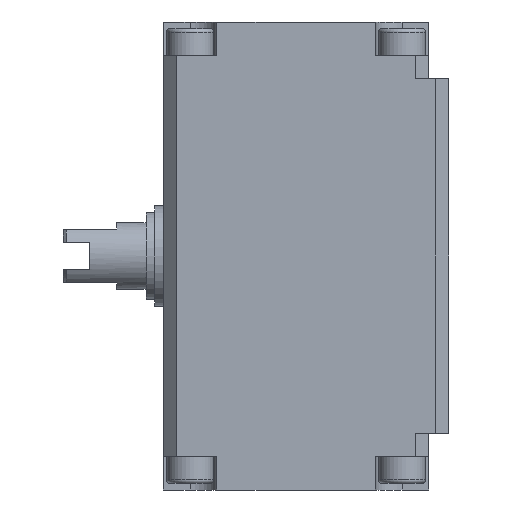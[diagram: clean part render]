
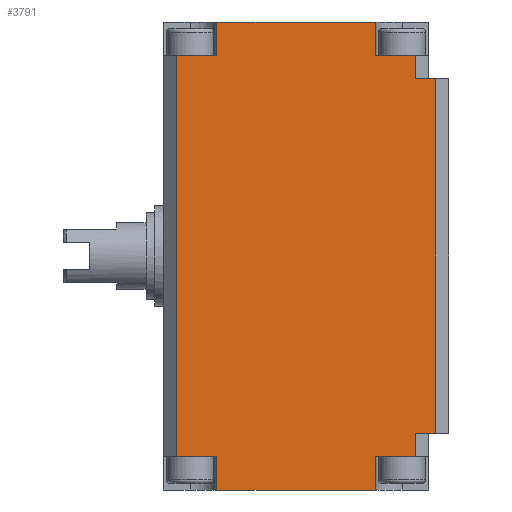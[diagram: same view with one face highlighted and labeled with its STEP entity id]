
A CAD part, left-side view. The second image highlights one B-rep face of the part: STEP entity #3791.
In plain terms, the highlighted planar face has unit normal (-1, 0, 0).
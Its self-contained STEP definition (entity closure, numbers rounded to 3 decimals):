
#75=PLANE('',#4064);
#271=LINE('',#5596,#667);
#273=LINE('',#5600,#669);
#274=LINE('',#5602,#670);
#275=LINE('',#5604,#671);
#276=LINE('',#5606,#672);
#277=LINE('',#5608,#673);
#278=LINE('',#5610,#674);
#279=LINE('',#5612,#675);
#280=LINE('',#5614,#676);
#281=LINE('',#5616,#677);
#282=LINE('',#5618,#678);
#283=LINE('',#5620,#679);
#284=LINE('',#5622,#680);
#285=LINE('',#5624,#681);
#286=LINE('',#5626,#682);
#287=LINE('',#5628,#683);
#667=VECTOR('',#4464,1000.);
#669=VECTOR('',#4468,1000.);
#670=VECTOR('',#4469,1000.);
#671=VECTOR('',#4470,1000.);
#672=VECTOR('',#4471,1000.);
#673=VECTOR('',#4472,1000.);
#674=VECTOR('',#4473,1000.);
#675=VECTOR('',#4474,1000.);
#676=VECTOR('',#4475,1000.);
#677=VECTOR('',#4476,1000.);
#678=VECTOR('',#4477,1000.);
#679=VECTOR('',#4478,1000.);
#680=VECTOR('',#4479,1000.);
#681=VECTOR('',#4480,1000.);
#682=VECTOR('',#4481,1000.);
#683=VECTOR('',#4482,1000.);
#1073=ORIENTED_EDGE('',*,*,#2119,.T.);
#1074=ORIENTED_EDGE('',*,*,#2121,.T.);
#1075=ORIENTED_EDGE('',*,*,#2122,.T.);
#1076=ORIENTED_EDGE('',*,*,#2123,.T.);
#1077=ORIENTED_EDGE('',*,*,#2124,.F.);
#1078=ORIENTED_EDGE('',*,*,#2125,.T.);
#1079=ORIENTED_EDGE('',*,*,#2126,.T.);
#1080=ORIENTED_EDGE('',*,*,#2127,.T.);
#1081=ORIENTED_EDGE('',*,*,#2128,.F.);
#1082=ORIENTED_EDGE('',*,*,#2129,.F.);
#1083=ORIENTED_EDGE('',*,*,#2130,.F.);
#1084=ORIENTED_EDGE('',*,*,#2131,.F.);
#1085=ORIENTED_EDGE('',*,*,#2132,.T.);
#1086=ORIENTED_EDGE('',*,*,#2133,.F.);
#1087=ORIENTED_EDGE('',*,*,#2134,.F.);
#1088=ORIENTED_EDGE('',*,*,#2135,.F.);
#2119=EDGE_CURVE('',#2644,#2643,#271,.T.);
#2121=EDGE_CURVE('',#2643,#2645,#273,.T.);
#2122=EDGE_CURVE('',#2645,#2646,#274,.T.);
#2123=EDGE_CURVE('',#2646,#2647,#275,.T.);
#2124=EDGE_CURVE('',#2648,#2647,#276,.T.);
#2125=EDGE_CURVE('',#2648,#2649,#277,.T.);
#2126=EDGE_CURVE('',#2649,#2650,#278,.T.);
#2127=EDGE_CURVE('',#2650,#2651,#279,.T.);
#2128=EDGE_CURVE('',#2652,#2651,#280,.T.);
#2129=EDGE_CURVE('',#2653,#2652,#281,.T.);
#2130=EDGE_CURVE('',#2654,#2653,#282,.T.);
#2131=EDGE_CURVE('',#2655,#2654,#283,.T.);
#2132=EDGE_CURVE('',#2655,#2656,#284,.T.);
#2133=EDGE_CURVE('',#2657,#2656,#285,.T.);
#2134=EDGE_CURVE('',#2658,#2657,#286,.T.);
#2135=EDGE_CURVE('',#2644,#2658,#287,.T.);
#2643=VERTEX_POINT('',#5595);
#2644=VERTEX_POINT('',#5597);
#2645=VERTEX_POINT('',#5601);
#2646=VERTEX_POINT('',#5603);
#2647=VERTEX_POINT('',#5605);
#2648=VERTEX_POINT('',#5607);
#2649=VERTEX_POINT('',#5609);
#2650=VERTEX_POINT('',#5611);
#2651=VERTEX_POINT('',#5613);
#2652=VERTEX_POINT('',#5615);
#2653=VERTEX_POINT('',#5617);
#2654=VERTEX_POINT('',#5619);
#2655=VERTEX_POINT('',#5621);
#2656=VERTEX_POINT('',#5623);
#2657=VERTEX_POINT('',#5625);
#2658=VERTEX_POINT('',#5627);
#3110=EDGE_LOOP('',(#1073,#1074,#1075,#1076,#1077,#1078,#1079,#1080,#1081,
#1082,#1083,#1084,#1085,#1086,#1087,#1088));
#3434=FACE_BOUND('',#3110,.T.);
#3791=ADVANCED_FACE('',(#3434),#75,.F.);
#4064=AXIS2_PLACEMENT_3D('',#5599,#4466,#4467);
#4464=DIRECTION('',(0.,0.,-1.));
#4466=DIRECTION('',(1.,0.,0.));
#4467=DIRECTION('',(0.,0.,-1.));
#4468=DIRECTION('',(0.,-1.,0.));
#4469=DIRECTION('',(0.,0.,-1.));
#4470=DIRECTION('',(0.,-1.,0.));
#4471=DIRECTION('',(0.,0.,-1.));
#4472=DIRECTION('',(0.,-1.,0.));
#4473=DIRECTION('',(0.,0.,1.));
#4474=DIRECTION('',(0.,-1.,0.));
#4475=DIRECTION('',(0.,0.,-1.));
#4476=DIRECTION('',(0.,-1.,0.));
#4477=DIRECTION('',(0.,0.,-1.));
#4478=DIRECTION('',(0.,-1.,0.));
#4479=DIRECTION('',(0.,0.,1.));
#4480=DIRECTION('',(0.,-1.,0.));
#4481=DIRECTION('',(0.,0.,1.));
#4482=DIRECTION('',(0.,-1.,0.));
#5595=CARTESIAN_POINT('',(-20.,19.35,-30.));
#5596=CARTESIAN_POINT('',(-20.,19.35,26.5));
#5597=CARTESIAN_POINT('',(-20.,19.35,30.));
#5599=CARTESIAN_POINT('',(-20.,19.35,26.5));
#5600=CARTESIAN_POINT('',(-20.,19.35,-30.));
#5601=CARTESIAN_POINT('',(-20.,13.35,-30.));
#5602=CARTESIAN_POINT('',(-20.,13.35,-30.));
#5603=CARTESIAN_POINT('',(-20.,13.35,-35.));
#5604=CARTESIAN_POINT('',(-20.,19.35,-35.));
#5605=CARTESIAN_POINT('',(-20.,-10.35,-35.));
#5606=CARTESIAN_POINT('',(-20.,-10.35,-30.));
#5607=CARTESIAN_POINT('',(-20.,-10.35,-30.));
#5608=CARTESIAN_POINT('',(-20.,19.35,-30.));
#5609=CARTESIAN_POINT('',(-20.,-16.35,-30.));
#5610=CARTESIAN_POINT('',(-20.,-16.35,-35.));
#5611=CARTESIAN_POINT('',(-20.,-16.35,-26.5));
#5612=CARTESIAN_POINT('',(-20.,19.35,-26.5));
#5613=CARTESIAN_POINT('',(-20.,-19.35,-26.5));
#5614=CARTESIAN_POINT('',(-20.,-19.35,26.5));
#5615=CARTESIAN_POINT('',(-20.,-19.35,26.5));
#5616=CARTESIAN_POINT('',(-20.,19.35,26.5));
#5617=CARTESIAN_POINT('',(-20.,-16.35,26.5));
#5618=CARTESIAN_POINT('',(-20.,-16.35,35.));
#5619=CARTESIAN_POINT('',(-20.,-16.35,30.));
#5620=CARTESIAN_POINT('',(-20.,19.35,30.));
#5621=CARTESIAN_POINT('',(-20.,-10.35,30.));
#5622=CARTESIAN_POINT('',(-20.,-10.35,30.));
#5623=CARTESIAN_POINT('',(-20.,-10.35,35.));
#5624=CARTESIAN_POINT('',(-20.,19.35,35.));
#5625=CARTESIAN_POINT('',(-20.,13.35,35.));
#5626=CARTESIAN_POINT('',(-20.,13.35,30.));
#5627=CARTESIAN_POINT('',(-20.,13.35,30.));
#5628=CARTESIAN_POINT('',(-20.,19.35,30.));
